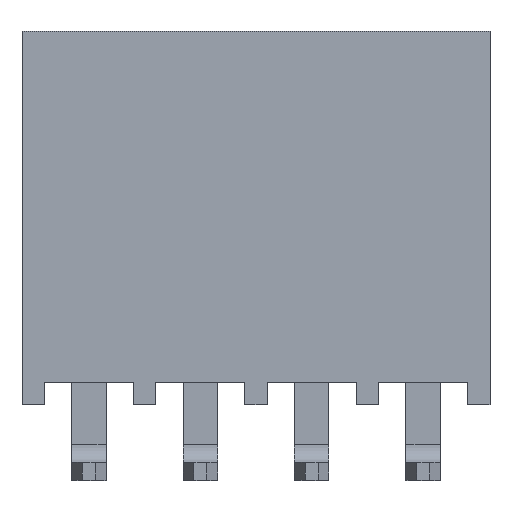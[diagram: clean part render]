
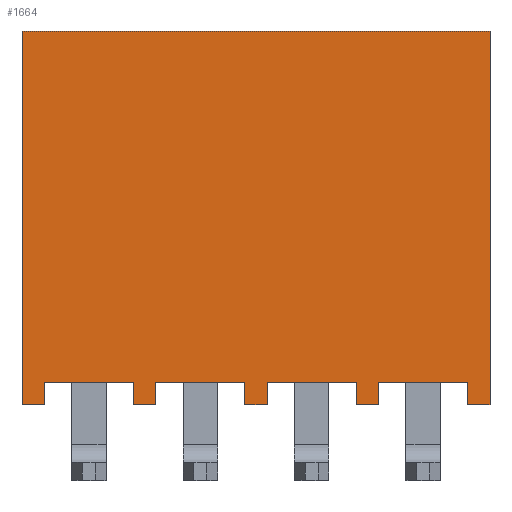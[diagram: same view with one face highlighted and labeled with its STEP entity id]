
A CAD part, top view. The second image highlights one B-rep face of the part: STEP entity #1664.
In plain terms, the highlighted planar face has unit normal (0, 0, 1).
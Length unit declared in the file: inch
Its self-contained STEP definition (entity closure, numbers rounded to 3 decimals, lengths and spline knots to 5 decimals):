
#75=ORIENTED_EDGE('',*,*,#555,.F.);
#76=ORIENTED_EDGE('',*,*,#556,.T.);
#77=ORIENTED_EDGE('',*,*,#557,.F.);
#78=ORIENTED_EDGE('',*,*,#558,.F.);
#79=ORIENTED_EDGE('',*,*,#559,.T.);
#80=ORIENTED_EDGE('',*,*,#560,.T.);
#81=ORIENTED_EDGE('',*,*,#561,.F.);
#82=ORIENTED_EDGE('',*,*,#562,.F.);
#83=ORIENTED_EDGE('',*,*,#563,.F.);
#84=ORIENTED_EDGE('',*,*,#564,.T.);
#85=ORIENTED_EDGE('',*,*,#565,.F.);
#86=ORIENTED_EDGE('',*,*,#566,.F.);
#87=ORIENTED_EDGE('',*,*,#567,.F.);
#88=ORIENTED_EDGE('',*,*,#568,.T.);
#89=ORIENTED_EDGE('',*,*,#569,.F.);
#90=ORIENTED_EDGE('',*,*,#570,.F.);
#91=ORIENTED_EDGE('',*,*,#571,.F.);
#92=ORIENTED_EDGE('',*,*,#572,.T.);
#93=ORIENTED_EDGE('',*,*,#573,.F.);
#94=ORIENTED_EDGE('',*,*,#574,.F.);
#555=EDGE_CURVE('',#795,#796,#955,.T.);
#556=EDGE_CURVE('',#795,#797,#956,.T.);
#557=EDGE_CURVE('',#798,#797,#957,.T.);
#558=EDGE_CURVE('',#799,#798,#958,.T.);
#559=EDGE_CURVE('',#799,#800,#959,.T.);
#560=EDGE_CURVE('',#800,#801,#960,.T.);
#561=EDGE_CURVE('',#802,#801,#961,.T.);
#562=EDGE_CURVE('',#803,#802,#962,.T.);
#563=EDGE_CURVE('',#804,#803,#963,.T.);
#564=EDGE_CURVE('',#804,#805,#964,.T.);
#565=EDGE_CURVE('',#806,#805,#965,.T.);
#566=EDGE_CURVE('',#807,#806,#966,.T.);
#567=EDGE_CURVE('',#808,#807,#967,.T.);
#568=EDGE_CURVE('',#808,#809,#968,.T.);
#569=EDGE_CURVE('',#810,#809,#969,.T.);
#570=EDGE_CURVE('',#811,#810,#970,.T.);
#571=EDGE_CURVE('',#812,#811,#971,.T.);
#572=EDGE_CURVE('',#812,#813,#972,.T.);
#573=EDGE_CURVE('',#814,#813,#973,.T.);
#574=EDGE_CURVE('',#796,#814,#974,.T.);
#795=VERTEX_POINT('',#2365);
#796=VERTEX_POINT('',#2366);
#797=VERTEX_POINT('',#2368);
#798=VERTEX_POINT('',#2370);
#799=VERTEX_POINT('',#2372);
#800=VERTEX_POINT('',#2374);
#801=VERTEX_POINT('',#2376);
#802=VERTEX_POINT('',#2378);
#803=VERTEX_POINT('',#2380);
#804=VERTEX_POINT('',#2382);
#805=VERTEX_POINT('',#2384);
#806=VERTEX_POINT('',#2386);
#807=VERTEX_POINT('',#2388);
#808=VERTEX_POINT('',#2390);
#809=VERTEX_POINT('',#2392);
#810=VERTEX_POINT('',#2394);
#811=VERTEX_POINT('',#2396);
#812=VERTEX_POINT('',#2398);
#813=VERTEX_POINT('',#2400);
#814=VERTEX_POINT('',#2402);
#955=LINE('',#2364,#1179);
#956=LINE('',#2367,#1180);
#957=LINE('',#2369,#1181);
#958=LINE('',#2371,#1182);
#959=LINE('',#2373,#1183);
#960=LINE('',#2375,#1184);
#961=LINE('',#2377,#1185);
#962=LINE('',#2379,#1186);
#963=LINE('',#2381,#1187);
#964=LINE('',#2383,#1188);
#965=LINE('',#2385,#1189);
#966=LINE('',#2387,#1190);
#967=LINE('',#2389,#1191);
#968=LINE('',#2391,#1192);
#969=LINE('',#2393,#1193);
#970=LINE('',#2395,#1194);
#971=LINE('',#2397,#1195);
#972=LINE('',#2399,#1196);
#973=LINE('',#2401,#1197);
#974=LINE('',#2403,#1198);
#1179=VECTOR('',#1909,39.37008);
#1180=VECTOR('',#1910,39.37008);
#1181=VECTOR('',#1911,39.37008);
#1182=VECTOR('',#1912,39.37008);
#1183=VECTOR('',#1913,39.37008);
#1184=VECTOR('',#1914,39.37008);
#1185=VECTOR('',#1915,39.37008);
#1186=VECTOR('',#1916,39.37008);
#1187=VECTOR('',#1917,39.37008);
#1188=VECTOR('',#1918,39.37008);
#1189=VECTOR('',#1919,39.37008);
#1190=VECTOR('',#1920,39.37008);
#1191=VECTOR('',#1921,39.37008);
#1192=VECTOR('',#1922,39.37008);
#1193=VECTOR('',#1923,39.37008);
#1194=VECTOR('',#1924,39.37008);
#1195=VECTOR('',#1925,39.37008);
#1196=VECTOR('',#1926,39.37008);
#1197=VECTOR('',#1927,39.37008);
#1198=VECTOR('',#1928,39.37008);
#1384=EDGE_LOOP('',(#75,#76,#77,#78,#79,#80,#81,#82,#83,#84,#85,#86,#87,
#88,#89,#90,#91,#92,#93,#94));
#1484=FACE_BOUND('',#1384,.T.);
#1584=PLANE('',#1778);
#1664=ADVANCED_FACE('',(#1484),#1584,.F.);
#1778=AXIS2_PLACEMENT_3D('',#2363,#1907,#1908);
#1907=DIRECTION('',(0.,0.,-1.));
#1908=DIRECTION('',(-1.,0.,0.));
#1909=DIRECTION('',(0.,1.,0.));
#1910=DIRECTION('',(1.,0.,0.));
#1911=DIRECTION('',(0.,-1.,0.));
#1912=DIRECTION('',(1.,0.,0.));
#1913=DIRECTION('',(0.,-1.,0.));
#1914=DIRECTION('',(1.,0.,0.));
#1915=DIRECTION('',(0.,-1.,0.));
#1916=DIRECTION('',(-1.,0.,0.));
#1917=DIRECTION('',(0.,1.,0.));
#1918=DIRECTION('',(1.,0.,0.));
#1919=DIRECTION('',(0.,-1.,0.));
#1920=DIRECTION('',(-1.,0.,0.));
#1921=DIRECTION('',(0.,1.,0.));
#1922=DIRECTION('',(1.,0.,0.));
#1923=DIRECTION('',(0.,-1.,0.));
#1924=DIRECTION('',(-1.,0.,0.));
#1925=DIRECTION('',(0.,1.,0.));
#1926=DIRECTION('',(1.,0.,0.));
#1927=DIRECTION('',(0.,-1.,0.));
#1928=DIRECTION('',(-1.,0.,0.));
#2363=CARTESIAN_POINT('',(-0.21,0.335,0.0475));
#2364=CARTESIAN_POINT('',(0.19,0.335,0.0475));
#2365=CARTESIAN_POINT('',(0.19,0.,0.0475));
#2366=CARTESIAN_POINT('',(0.19,0.02,0.0475));
#2367=CARTESIAN_POINT('',(-0.21,0.,0.0475));
#2368=CARTESIAN_POINT('',(0.21,0.,0.0475));
#2369=CARTESIAN_POINT('',(0.21,0.335,0.0475));
#2370=CARTESIAN_POINT('',(0.21,0.335,0.0475));
#2371=CARTESIAN_POINT('',(-0.21,0.335,0.0475));
#2372=CARTESIAN_POINT('',(-0.21,0.335,0.0475));
#2373=CARTESIAN_POINT('',(-0.21,0.335,0.0475));
#2374=CARTESIAN_POINT('',(-0.21,0.,0.0475));
#2375=CARTESIAN_POINT('',(-0.21,0.,0.0475));
#2376=CARTESIAN_POINT('',(-0.19,0.,0.0475));
#2377=CARTESIAN_POINT('',(-0.19,0.335,0.0475));
#2378=CARTESIAN_POINT('',(-0.19,0.02,0.0475));
#2379=CARTESIAN_POINT('',(-0.21,0.02,0.0475));
#2380=CARTESIAN_POINT('',(-0.11,0.02,0.0475));
#2381=CARTESIAN_POINT('',(-0.11,0.335,0.0475));
#2382=CARTESIAN_POINT('',(-0.11,0.,0.0475));
#2383=CARTESIAN_POINT('',(-0.21,0.,0.0475));
#2384=CARTESIAN_POINT('',(-0.09,0.,0.0475));
#2385=CARTESIAN_POINT('',(-0.09,0.335,0.0475));
#2386=CARTESIAN_POINT('',(-0.09,0.02,0.0475));
#2387=CARTESIAN_POINT('',(-0.21,0.02,0.0475));
#2388=CARTESIAN_POINT('',(-0.01,0.02,0.0475));
#2389=CARTESIAN_POINT('',(-0.01,0.335,0.0475));
#2390=CARTESIAN_POINT('',(-0.01,0.,0.0475));
#2391=CARTESIAN_POINT('',(-0.21,0.,0.0475));
#2392=CARTESIAN_POINT('',(0.01,0.,0.0475));
#2393=CARTESIAN_POINT('',(0.01,0.335,0.0475));
#2394=CARTESIAN_POINT('',(0.01,0.02,0.0475));
#2395=CARTESIAN_POINT('',(-0.21,0.02,0.0475));
#2396=CARTESIAN_POINT('',(0.09,0.02,0.0475));
#2397=CARTESIAN_POINT('',(0.09,0.335,0.0475));
#2398=CARTESIAN_POINT('',(0.09,0.,0.0475));
#2399=CARTESIAN_POINT('',(-0.21,0.,0.0475));
#2400=CARTESIAN_POINT('',(0.11,0.,0.0475));
#2401=CARTESIAN_POINT('',(0.11,0.335,0.0475));
#2402=CARTESIAN_POINT('',(0.11,0.02,0.0475));
#2403=CARTESIAN_POINT('',(-0.21,0.02,0.0475));
